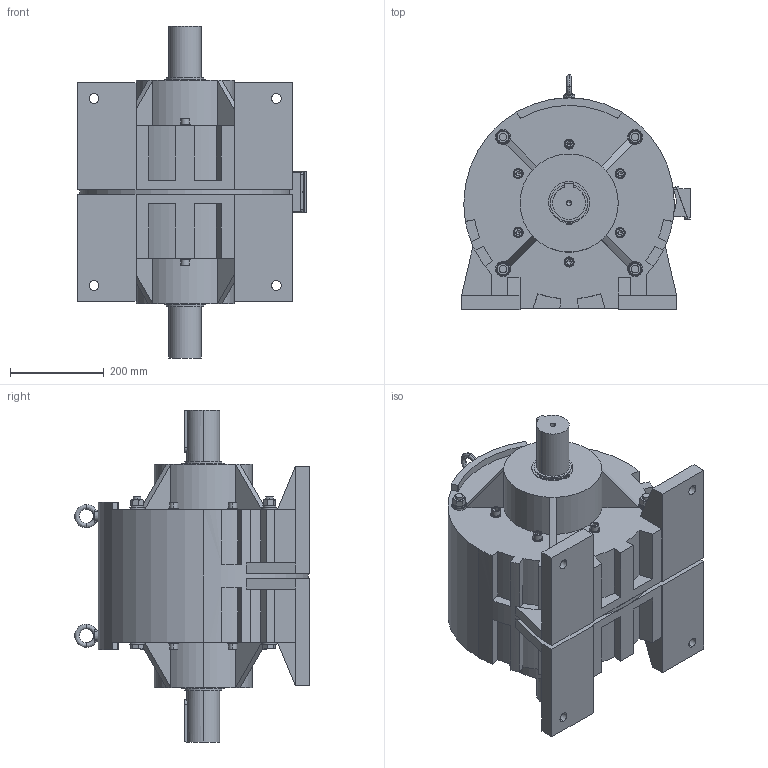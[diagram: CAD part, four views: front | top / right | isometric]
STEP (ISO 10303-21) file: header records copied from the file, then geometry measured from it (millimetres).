
FILE_DESCRIPTION (( 'STEP AP203' ), '1' );
FILE_NAME ('MSU 100.STEP', '2018-03-19T02:07:40', ( '新井重治' ), ( '小倉クラッチ' ), 'SwSTEP 2.0', 'SolidWorks 2009', '' );
FILE_SCHEMA (( 'CONFIG_CONTROL_DESIGN' ));
Length unit declared in the file: millimetre
Products named in the file (1): MSU 100
Bounding box: 489.5 x 502 x 710 mm (x, y, z)
Volume: 57230699.4 mm3; surface area: 1640806.3 mm2
Topology: 1 solids, 8 shells, 978 faces, 2549 edges, 1602 vertices
Faces by surface type: plane 507, cylinder 337, cone 68, bspline 66
Entity records: 37570 total; most frequent: CARTESIAN_POINT 13478, DIRECTION 5127, ORIENTED_EDGE 5010, EDGE_CURVE 2505, AXIS2_PLACEMENT_3D 1917, VERTEX_POINT 1594, VECTOR 1293, LINE 1293
